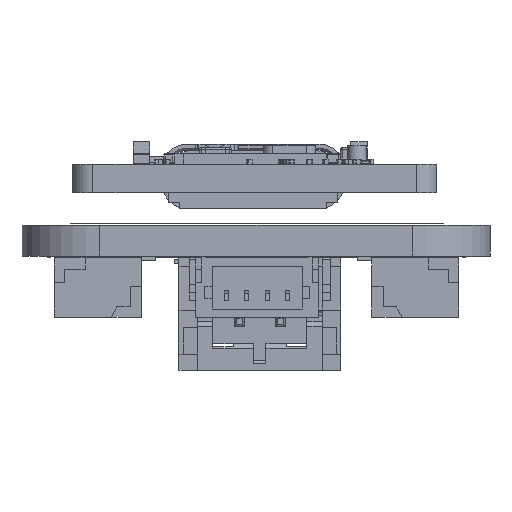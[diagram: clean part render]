
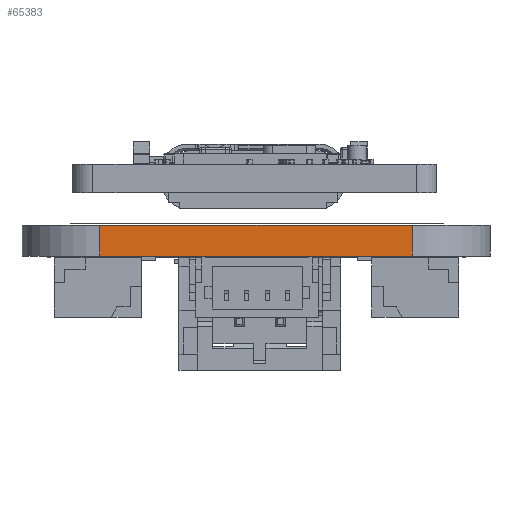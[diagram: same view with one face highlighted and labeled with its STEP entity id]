
A CAD part, left-side view. The second image highlights one B-rep face of the part: STEP entity #65383.
In plain terms, the highlighted planar face has unit normal (-1, 0, 0).
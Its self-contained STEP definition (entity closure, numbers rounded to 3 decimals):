
#64548 = VERTEX_POINT('',#64549);
#64549 = CARTESIAN_POINT('',(-27.813,7.635,0.));
#64556 = EDGE_CURVE('',#64557,#64548,#64559,.T.);
#64557 = VERTEX_POINT('',#64558);
#64558 = CARTESIAN_POINT('',(-27.813,-7.635,0.));
#64559 = LINE('',#64560,#64561);
#64560 = CARTESIAN_POINT('',(-27.813,-7.635,0.));
#64561 = VECTOR('',#64562,1.);
#64562 = DIRECTION('',(0.,1.,0.));
#64952 = VERTEX_POINT('',#64953);
#64953 = CARTESIAN_POINT('',(-27.813,7.635,1.51));
#64960 = EDGE_CURVE('',#64961,#64952,#64963,.T.);
#64961 = VERTEX_POINT('',#64962);
#64962 = CARTESIAN_POINT('',(-27.813,-7.635,1.51));
#64963 = LINE('',#64964,#64965);
#64964 = CARTESIAN_POINT('',(-27.813,-7.635,1.51));
#64965 = VECTOR('',#64966,1.);
#64966 = DIRECTION('',(0.,1.,0.));
#65353 = EDGE_CURVE('',#64548,#64952,#65354,.T.);
#65354 = LINE('',#65355,#65356);
#65355 = CARTESIAN_POINT('',(-27.813,7.635,0.));
#65356 = VECTOR('',#65357,1.);
#65357 = DIRECTION('',(0.,0.,1.));
#65383 = ADVANCED_FACE('',(#65384),#65395,.T.);
#65384 = FACE_BOUND('',#65385,.T.);
#65385 = EDGE_LOOP('',(#65386,#65392,#65393,#65394));
#65386 = ORIENTED_EDGE('',*,*,#65387,.T.);
#65387 = EDGE_CURVE('',#64557,#64961,#65388,.T.);
#65388 = LINE('',#65389,#65390);
#65389 = CARTESIAN_POINT('',(-27.813,-7.635,0.));
#65390 = VECTOR('',#65391,1.);
#65391 = DIRECTION('',(0.,0.,1.));
#65392 = ORIENTED_EDGE('',*,*,#64960,.T.);
#65393 = ORIENTED_EDGE('',*,*,#65353,.F.);
#65394 = ORIENTED_EDGE('',*,*,#64556,.F.);
#65395 = PLANE('',#65396);
#65396 = AXIS2_PLACEMENT_3D('',#65397,#65398,#65399);
#65397 = CARTESIAN_POINT('',(-27.813,-7.635,0.));
#65398 = DIRECTION('',(-1.,0.,0.));
#65399 = DIRECTION('',(0.,1.,0.));
